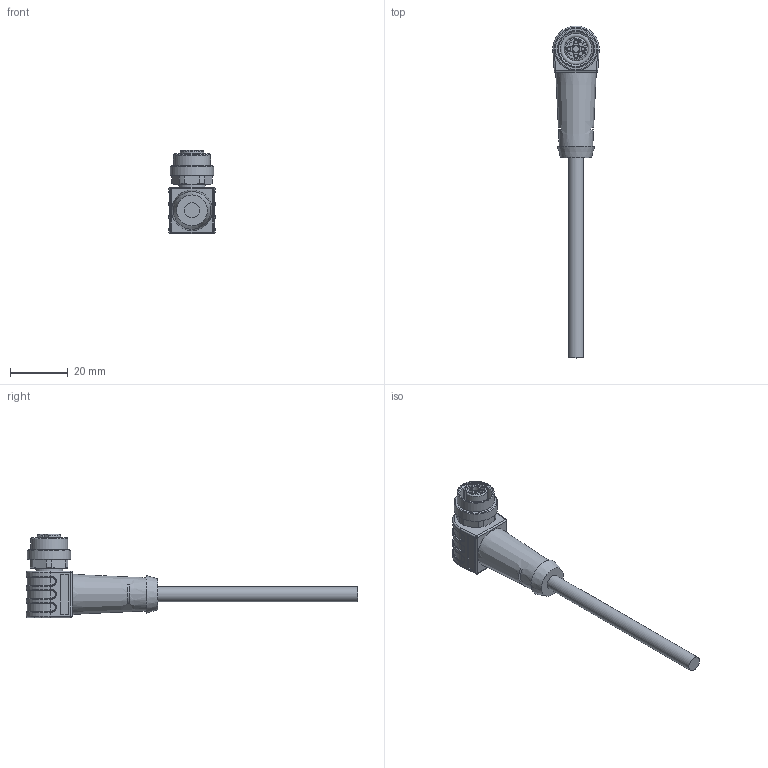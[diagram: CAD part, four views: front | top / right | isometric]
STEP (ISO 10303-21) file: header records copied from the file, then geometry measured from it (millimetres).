
FILE_DESCRIPTION(/* description */ (''),/* implementation_level */ '2;1');
FILE_NAME(/* name */ 'RA-WWAKSY4.029.stp',/* time_stamp */ '2016-09-21T08:54:20+02:00',/* author */ (''),/* organization */ (''),/* preprocessor_version */ 'ST-DEVELOPER v16',/* originating_system */ 'SIEMENS PLM Software NX 10.0',/* authorisation */ '');
FILE_SCHEMA (('AUTOMOTIVE_DESIGN { 1 0 10303 214 3 1 1 1 }'));
Length unit declared in the file: millimetre
Products named in the file (1): RA-WWAKSY4.029
Bounding box: 15.97 x 114.67 x 28.7 mm (x, y, z)
Volume: 9929.2 mm3; surface area: 4981.4 mm2
Topology: 1 solids, 1 shells, 286 faces, 705 edges, 443 vertices
Faces by surface type: plane 108, cylinder 102, extrusion 25, torus 18, cone 17, bspline 12, sphere 4
Full cylindrical faces by diameter (mm): 1.15 x4, 5.2 x1, 9.3 x1, 10.95 x1, 12.3 x1, 12.8 x1, 15 x1
Entity records: 8984 total; most frequent: CARTESIAN_POINT 2385, DIRECTION 1352, ORIENTED_EDGE 1338, EDGE_CURVE 669, AXIS2_PLACEMENT_3D 498, VERTEX_POINT 434, VECTOR 356, EDGE_LOOP 335
